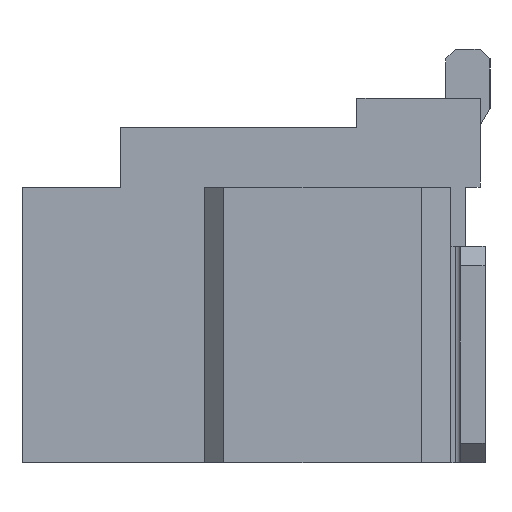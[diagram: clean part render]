
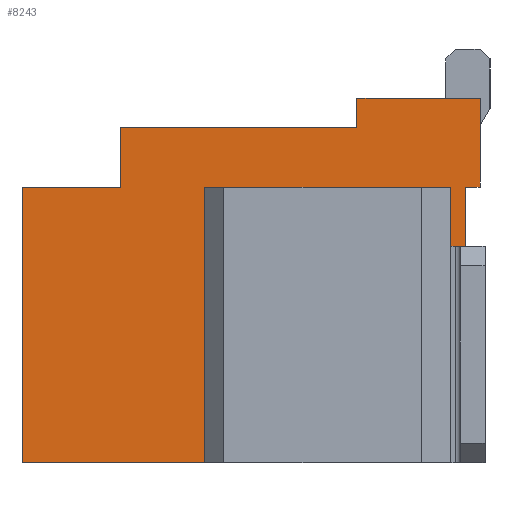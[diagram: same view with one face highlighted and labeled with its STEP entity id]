
A CAD part, left-side view. The second image highlights one B-rep face of the part: STEP entity #8243.
In plain terms, the highlighted planar face has unit normal (-1, 0, 0).
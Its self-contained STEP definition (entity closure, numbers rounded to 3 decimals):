
#69=DIRECTION('',(0.,1.,0.));
#70=VECTOR('',#69,1.25);
#71=CARTESIAN_POINT('',(-8.375,-3.675,2.1));
#72=LINE('',#71,#70);
#1073=DIRECTION('',(0.,0.,1.));
#1074=VECTOR('',#1073,2.8);
#1075=CARTESIAN_POINT('',(-8.375,0.975,-1.6));
#1076=LINE('',#1075,#1074);
#1549=DIRECTION('',(0.,-1.,0.));
#1550=VECTOR('',#1549,1.);
#1551=CARTESIAN_POINT('',(-8.375,0.975,1.2));
#1552=LINE('',#1551,#1550);
#1553=DIRECTION('',(0.,0.,1.));
#1554=VECTOR('',#1553,0.6);
#1555=CARTESIAN_POINT('',(-8.375,-0.025,1.2));
#1556=LINE('',#1555,#1554);
#1557=DIRECTION('',(0.,-1.,0.));
#1558=VECTOR('',#1557,2.4);
#1559=CARTESIAN_POINT('',(-8.375,-0.025,1.8));
#1560=LINE('',#1559,#1558);
#1561=DIRECTION('',(0.,0.,-1.));
#1562=VECTOR('',#1561,0.3);
#1563=CARTESIAN_POINT('',(-8.375,-2.425,2.1));
#1564=LINE('',#1563,#1562);
#1565=DIRECTION('',(0.,1.,0.));
#1566=VECTOR('',#1565,0.15);
#1567=CARTESIAN_POINT('',(-8.375,-3.675,1.2));
#1568=LINE('',#1567,#1566);
#1569=DIRECTION('',(0.,0.,1.));
#1570=VECTOR('',#1569,2.1);
#1571=CARTESIAN_POINT('',(-8.375,-3.525,-0.9));
#1572=LINE('',#1571,#1570);
#1573=DIRECTION('',(0.,1.,0.));
#1574=VECTOR('',#1573,0.15);
#1575=CARTESIAN_POINT('',(-8.375,-3.675,-0.9));
#1576=LINE('',#1575,#1574);
#1577=DIRECTION('',(0.,1.,0.));
#1578=VECTOR('',#1577,0.3);
#1579=CARTESIAN_POINT('',(-8.375,-3.675,-1.6));
#1580=LINE('',#1579,#1578);
#1581=DIRECTION('',(0.,0.,1.));
#1582=VECTOR('',#1581,2.8);
#1583=CARTESIAN_POINT('',(-8.375,-3.375,-1.6));
#1584=LINE('',#1583,#1582);
#1585=DIRECTION('',(0.,-1.,0.));
#1586=VECTOR('',#1585,2.5);
#1587=CARTESIAN_POINT('',(-8.375,-0.875,1.2));
#1588=LINE('',#1587,#1586);
#1589=DIRECTION('',(0.,0.,1.));
#1590=VECTOR('',#1589,2.8);
#1591=CARTESIAN_POINT('',(-8.375,-0.875,-1.6));
#1592=LINE('',#1591,#1590);
#1593=DIRECTION('',(0.,1.,0.));
#1594=VECTOR('',#1593,1.85);
#1595=CARTESIAN_POINT('',(-8.375,-0.875,-1.6));
#1596=LINE('',#1595,#1594);
#1641=DIRECTION('',(0.,0.,1.));
#1642=VECTOR('',#1641,0.9);
#1643=CARTESIAN_POINT('',(-8.375,-3.675,1.2));
#1644=LINE('',#1643,#1642);
#1681=DIRECTION('',(0.,0.,1.));
#1682=VECTOR('',#1681,0.7);
#1683=CARTESIAN_POINT('',(-8.375,-3.675,-1.6));
#1684=LINE('',#1683,#1682);
#5103=CARTESIAN_POINT('',(-8.375,-0.875,1.2));
#5104=CARTESIAN_POINT('',(-8.375,-3.375,1.2));
#5105=VERTEX_POINT('',#5103);
#5106=VERTEX_POINT('',#5104);
#5107=CARTESIAN_POINT('',(-8.375,-0.875,-1.6));
#5108=VERTEX_POINT('',#5107);
#5115=CARTESIAN_POINT('',(-8.375,0.975,-1.6));
#5116=VERTEX_POINT('',#5115);
#5135=CARTESIAN_POINT('',(-8.375,-3.675,2.1));
#5136=VERTEX_POINT('',#5135);
#5141=CARTESIAN_POINT('',(-8.375,-3.675,-1.6));
#5142=VERTEX_POINT('',#5141);
#5159=CARTESIAN_POINT('',(-8.375,-2.425,2.1));
#5160=CARTESIAN_POINT('',(-8.375,-2.425,1.8));
#5161=VERTEX_POINT('',#5159);
#5162=VERTEX_POINT('',#5160);
#5168=CARTESIAN_POINT('',(-8.375,-0.025,1.8));
#5170=VERTEX_POINT('',#5168);
#5337=CARTESIAN_POINT('',(-8.375,0.975,1.2));
#5338=CARTESIAN_POINT('',(-8.375,-0.025,1.2));
#5339=VERTEX_POINT('',#5337);
#5340=VERTEX_POINT('',#5338);
#5751=CARTESIAN_POINT('',(-8.375,-3.375,-1.6));
#5752=VERTEX_POINT('',#5751);
#6667=CARTESIAN_POINT('',(-8.375,-3.675,1.2));
#6669=VERTEX_POINT('',#6667);
#6675=CARTESIAN_POINT('',(-8.375,-3.675,-0.9));
#6677=VERTEX_POINT('',#6675);
#6683=CARTESIAN_POINT('',(-8.375,-3.525,1.2));
#6684=VERTEX_POINT('',#6683);
#6685=CARTESIAN_POINT('',(-8.375,-3.525,-0.9));
#6686=VERTEX_POINT('',#6685);
#8210=CARTESIAN_POINT('',(-8.375,-3.675,-1.6));
#8211=DIRECTION('',(-1.,0.,0.));
#8212=DIRECTION('',(0.,0.,1.));
#8213=AXIS2_PLACEMENT_3D('',#8210,#8211,#8212);
#8214=PLANE('',#8213);
#8215=ORIENTED_EDGE('',*,*,#7758,.T.);
#8217=ORIENTED_EDGE('',*,*,#8216,.T.);
#8219=ORIENTED_EDGE('',*,*,#8218,.T.);
#8220=ORIENTED_EDGE('',*,*,#7873,.F.);
#8221=ORIENTED_EDGE('',*,*,#6779,.F.);
#8223=ORIENTED_EDGE('',*,*,#8222,.F.);
#8225=ORIENTED_EDGE('',*,*,#8224,.T.);
#8227=ORIENTED_EDGE('',*,*,#8226,.F.);
#8229=ORIENTED_EDGE('',*,*,#8228,.F.);
#8231=ORIENTED_EDGE('',*,*,#8230,.F.);
#8232=ORIENTED_EDGE('',*,*,#7176,.T.);
#8234=ORIENTED_EDGE('',*,*,#8233,.T.);
#8236=ORIENTED_EDGE('',*,*,#8235,.F.);
#8238=ORIENTED_EDGE('',*,*,#8237,.F.);
#8239=ORIENTED_EDGE('',*,*,#7154,.T.);
#8240=ORIENTED_EDGE('',*,*,#7691,.T.);
#8241=EDGE_LOOP('',(#8215,#8217,#8219,#8220,#8221,#8223,#8225,#8227,#8229,#8231,
#8232,#8234,#8236,#8238,#8239,#8240));
#8242=FACE_OUTER_BOUND('',#8241,.F.);
#8243=ADVANCED_FACE('',(#8242),#8214,.T.);
#6779=EDGE_CURVE('',#5136,#5161,#72,.T.);
#7154=EDGE_CURVE('',#5108,#5116,#1596,.T.);
#7176=EDGE_CURVE('',#5142,#5752,#1580,.T.);
#7691=EDGE_CURVE('',#5116,#5339,#1076,.T.);
#7758=EDGE_CURVE('',#5339,#5340,#1552,.T.);
#7873=EDGE_CURVE('',#5161,#5162,#1564,.T.);
#8216=EDGE_CURVE('',#5340,#5170,#1556,.T.);
#8218=EDGE_CURVE('',#5170,#5162,#1560,.T.);
#8222=EDGE_CURVE('',#6669,#5136,#1644,.T.);
#8224=EDGE_CURVE('',#6669,#6684,#1568,.T.);
#8226=EDGE_CURVE('',#6686,#6684,#1572,.T.);
#8228=EDGE_CURVE('',#6677,#6686,#1576,.T.);
#8230=EDGE_CURVE('',#5142,#6677,#1684,.T.);
#8233=EDGE_CURVE('',#5752,#5106,#1584,.T.);
#8235=EDGE_CURVE('',#5105,#5106,#1588,.T.);
#8237=EDGE_CURVE('',#5108,#5105,#1592,.T.);
